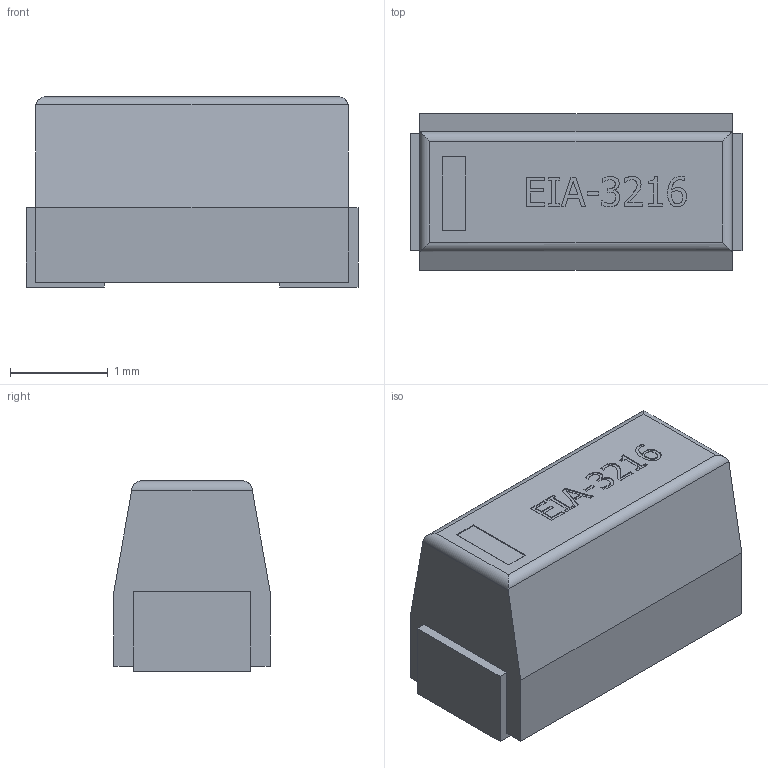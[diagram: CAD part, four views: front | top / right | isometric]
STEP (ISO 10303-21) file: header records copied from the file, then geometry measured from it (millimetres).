
FILE_DESCRIPTION((''),'2;1');
FILE_NAME('EIA 3216.stp','2013-08-01T15:51:18',('Zooley'),(''),'Autodesk Inventor 2011','Autodesk Inventor 2011','');
FILE_SCHEMA(('AUTOMOTIVE_DESIGN { 1 0 10303 214 1 1 1 1 }'));
Length unit declared in the file: millimetre
Products named in the file (1): EIA 3216
Bounding box: 3.4 x 1.6 x 1.95 mm (x, y, z)
Volume: 9.3 mm3; surface area: 27.9 mm2
Topology: 1 solids, 1 shells, 154 faces, 423 edges, 282 vertices
Faces by surface type: plane 100, bspline 50, cylinder 4
Entity records: 5275 total; most frequent: CARTESIAN_POINT 1510, ORIENTED_EDGE 846, DIRECTION 541, EDGE_CURVE 423, VECTOR 315, LINE 315, VERTEX_POINT 282, EDGE_LOOP 165
